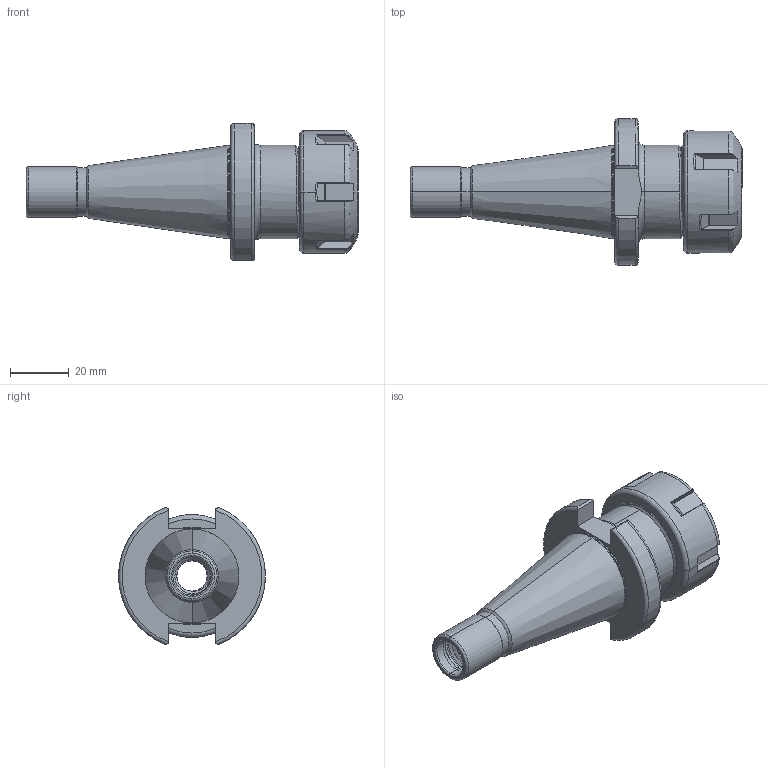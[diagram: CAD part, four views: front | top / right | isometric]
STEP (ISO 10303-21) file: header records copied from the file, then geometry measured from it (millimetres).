
FILE_DESCRIPTION (( 'STEP AP203' ), '1' );
FILE_NAME ('301.02.16.STEP', '2016-11-26T03:55:11', ( '' ), ( '' ), 'SwSTEP 2.0', 'SolidWorks 2012', '' );
FILE_SCHEMA (( 'CONFIG_CONTROL_DESIGN' ));
Length unit declared in the file: millimetre
Products named in the file (3): 301.02.16; 2-01.100.0250200C7_ER25螺帽(六溝)
Assembly tree (2 placements, depth 2):
  301.02.16
    301.02.16
    2-01.100.0250200C7_ER25螺帽(六溝)
Bounding box: 113.5 x 50.2 x 46.86 mm (x, y, z)
Volume: 56293.3 mm3; surface area: 25936.8 mm2
Topology: 2 solids, 2 shells, 268 faces, 690 edges, 430 vertices
Faces by surface type: cylinder 93, plane 61, torus 50, bspline 42, cone 22
Entity records: 16458 total; most frequent: CARTESIAN_POINT 10414, ORIENTED_EDGE 1380, DIRECTION 1007, EDGE_CURVE 690, VERTEX_POINT 430, AXIS2_PLACEMENT_3D 404, EDGE_LOOP 276, FACE_OUTER_BOUND 268
